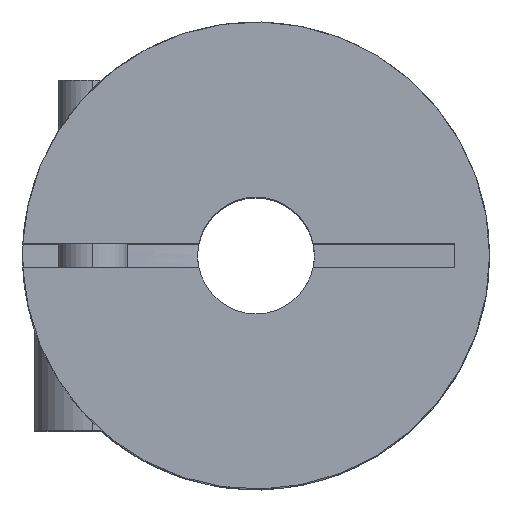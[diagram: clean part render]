
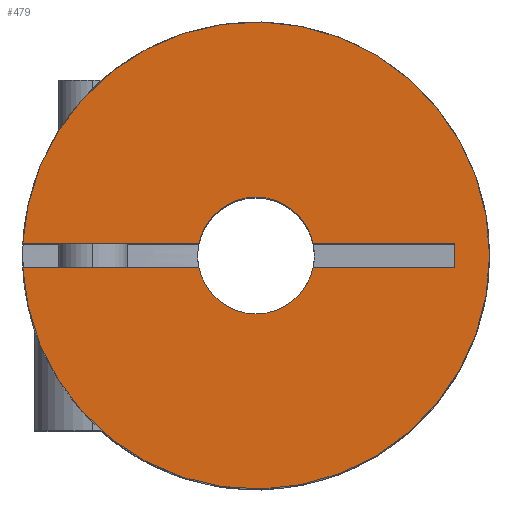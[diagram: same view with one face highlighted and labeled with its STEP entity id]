
A CAD part, top view. The second image highlights one B-rep face of the part: STEP entity #479.
In plain terms, the highlighted planar face has unit normal (0, 0, 1).
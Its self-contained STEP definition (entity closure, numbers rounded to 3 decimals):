
#43 = CARTESIAN_POINT ( 'NONE',  ( -2.449, 0.5, 25. ) ) ;
#90 = EDGE_CURVE ( 'NONE', #3391, #2881, #4076, .T. ) ;
#213 = CARTESIAN_POINT ( 'NONE',  ( 8.5, -0.5, 25. ) ) ;
#252 = FACE_OUTER_BOUND ( 'NONE', #1777, .T. ) ;
#254 = CIRCLE ( 'NONE', #2573, 10. ) ;
#265 = DIRECTION ( 'NONE',  ( 0., 0., 1. ) ) ;
#288 = VECTOR ( 'NONE', #2867, 1000. ) ;
#353 = EDGE_CURVE ( 'NONE', #1020, #1539, #3185, .T. ) ;
#379 = VECTOR ( 'NONE', #3450, 1000. ) ;
#466 = VECTOR ( 'NONE', #4068, 1000. ) ;
#479 = ADVANCED_FACE ( 'NONE', ( #252 ), #3505, .T. ) ;
#540 = EDGE_CURVE ( 'NONE', #619, #3769, #2652, .T. ) ;
#619 = VERTEX_POINT ( 'NONE', #3926 ) ;
#656 = ORIENTED_EDGE ( 'NONE', *, *, #90, .F. ) ;
#759 = DIRECTION ( 'NONE',  ( -1., 0., 0. ) ) ;
#827 = DIRECTION ( 'NONE',  ( 0., 0., 1. ) ) ;
#992 = CARTESIAN_POINT ( 'NONE',  ( 0., 0., 25. ) ) ;
#1020 = VERTEX_POINT ( 'NONE', #3678 ) ;
#1186 = CARTESIAN_POINT ( 'NONE',  ( 0., 0., 25. ) ) ;
#1196 = CARTESIAN_POINT ( 'NONE',  ( 2.449, 0.5, 25. ) ) ;
#1219 = CARTESIAN_POINT ( 'NONE',  ( 0., -0.5, 25. ) ) ;
#1232 = CARTESIAN_POINT ( 'NONE',  ( 8.5, -0.5, 25. ) ) ;
#1280 = DIRECTION ( 'NONE',  ( 1., 0., 0. ) ) ;
#1334 = CARTESIAN_POINT ( 'NONE',  ( -9.987, -0.5, 25. ) ) ;
#1346 = ORIENTED_EDGE ( 'NONE', *, *, #540, .F. ) ;
#1356 = VECTOR ( 'NONE', #3451, 1000. ) ;
#1379 = AXIS2_PLACEMENT_3D ( 'NONE', #4036, #265, #2758 ) ;
#1392 = DIRECTION ( 'NONE',  ( 1., 0., 0. ) ) ;
#1539 = VERTEX_POINT ( 'NONE', #213 ) ;
#1544 = CARTESIAN_POINT ( 'NONE',  ( -2.449, -0.5, 25. ) ) ;
#1565 = LINE ( 'NONE', #1232, #1356 ) ;
#1600 = CARTESIAN_POINT ( 'NONE',  ( -10., 0.5, 25. ) ) ;
#1629 = DIRECTION ( 'NONE',  ( 1., 0., 0. ) ) ;
#1777 = EDGE_LOOP ( 'NONE', ( #656, #1889, #1346, #3806, #2874, #3121, #2322, #3143, #3656 ) ) ;
#1875 = EDGE_CURVE ( 'NONE', #1539, #619, #1565, .T. ) ;
#1888 = AXIS2_PLACEMENT_3D ( 'NONE', #3964, #3019, #1392 ) ;
#1889 = ORIENTED_EDGE ( 'NONE', *, *, #2796, .F. ) ;
#1942 = DIRECTION ( 'NONE',  ( 0., 0., 1. ) ) ;
#2051 = CIRCLE ( 'NONE', #1379, 10. ) ;
#2169 = VECTOR ( 'NONE', #759, 1000. ) ;
#2291 = EDGE_CURVE ( 'NONE', #3466, #3000, #3626, .T. ) ;
#2322 = ORIENTED_EDGE ( 'NONE', *, *, #2291, .F. ) ;
#2330 = CARTESIAN_POINT ( 'NONE',  ( -10., 0.5, 25. ) ) ;
#2341 = CIRCLE ( 'NONE', #1888, 2.5 ) ;
#2573 = AXIS2_PLACEMENT_3D ( 'NONE', #1186, #827, #3994 ) ;
#2645 = CIRCLE ( 'NONE', #3625, 2.5 ) ;
#2652 = LINE ( 'NONE', #2330, #2169 ) ;
#2758 = DIRECTION ( 'NONE',  ( 1., 0., 0. ) ) ;
#2796 = EDGE_CURVE ( 'NONE', #3769, #3391, #2341, .T. ) ;
#2829 = CARTESIAN_POINT ( 'NONE',  ( 10., 0., 25. ) ) ;
#2863 = EDGE_CURVE ( 'NONE', #3466, #3860, #254, .T. ) ;
#2867 = DIRECTION ( 'NONE',  ( -1., 0., 0. ) ) ;
#2874 = ORIENTED_EDGE ( 'NONE', *, *, #353, .F. ) ;
#2881 = VERTEX_POINT ( 'NONE', #3362 ) ;
#2911 = CARTESIAN_POINT ( 'NONE',  ( 0., 0., 25. ) ) ;
#2937 = DIRECTION ( 'NONE',  ( 0., 0., 1. ) ) ;
#3000 = VERTEX_POINT ( 'NONE', #1544 ) ;
#3019 = DIRECTION ( 'NONE',  ( 0., 0., 1. ) ) ;
#3100 = EDGE_CURVE ( 'NONE', #3860, #2881, #2051, .T. ) ;
#3121 = ORIENTED_EDGE ( 'NONE', *, *, #3432, .F. ) ;
#3143 = ORIENTED_EDGE ( 'NONE', *, *, #2863, .T. ) ;
#3185 = LINE ( 'NONE', #1219, #379 ) ;
#3362 = CARTESIAN_POINT ( 'NONE',  ( -9.987, 0.5, 25. ) ) ;
#3391 = VERTEX_POINT ( 'NONE', #43 ) ;
#3432 = EDGE_CURVE ( 'NONE', #3000, #1020, #2645, .T. ) ;
#3450 = DIRECTION ( 'NONE',  ( 1., 0., 0. ) ) ;
#3451 = DIRECTION ( 'NONE',  ( 0., 1., 0. ) ) ;
#3466 = VERTEX_POINT ( 'NONE', #1334 ) ;
#3505 = PLANE ( 'NONE',  #4082 ) ;
#3625 = AXIS2_PLACEMENT_3D ( 'NONE', #2911, #1942, #1280 ) ;
#3626 = LINE ( 'NONE', #4049, #466 ) ;
#3656 = ORIENTED_EDGE ( 'NONE', *, *, #3100, .T. ) ;
#3678 = CARTESIAN_POINT ( 'NONE',  ( 2.449, -0.5, 25. ) ) ;
#3769 = VERTEX_POINT ( 'NONE', #1196 ) ;
#3806 = ORIENTED_EDGE ( 'NONE', *, *, #1875, .F. ) ;
#3860 = VERTEX_POINT ( 'NONE', #2829 ) ;
#3926 = CARTESIAN_POINT ( 'NONE',  ( 8.5, 0.5, 25. ) ) ;
#3964 = CARTESIAN_POINT ( 'NONE',  ( 0., 0., 25. ) ) ;
#3994 = DIRECTION ( 'NONE',  ( 1., 0., 0. ) ) ;
#4036 = CARTESIAN_POINT ( 'NONE',  ( 0., 0., 25. ) ) ;
#4049 = CARTESIAN_POINT ( 'NONE',  ( 0., -0.5, 25. ) ) ;
#4068 = DIRECTION ( 'NONE',  ( 1., 0., 0. ) ) ;
#4076 = LINE ( 'NONE', #1600, #288 ) ;
#4082 = AXIS2_PLACEMENT_3D ( 'NONE', #992, #2937, #1629 ) ;
